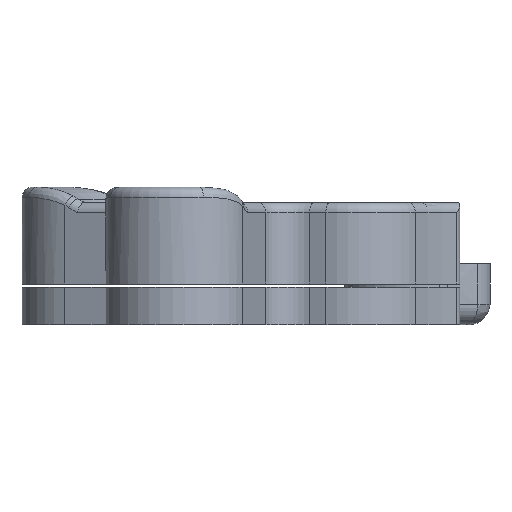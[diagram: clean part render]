
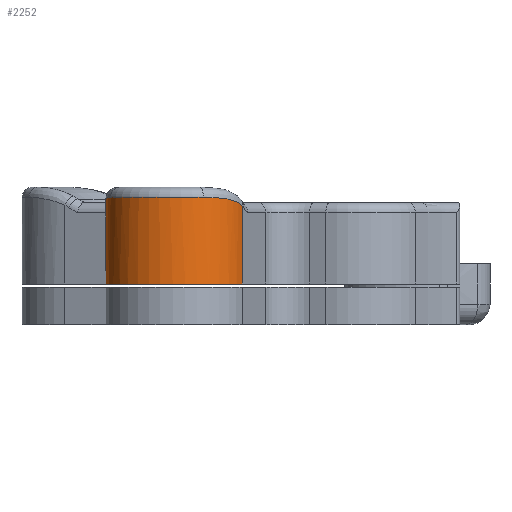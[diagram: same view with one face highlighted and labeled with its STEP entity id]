
A CAD part, left-side view. The second image highlights one B-rep face of the part: STEP entity #2252.
In plain terms, the highlighted cylindrical face has radius 7 mm (diameter 14 mm), a partial arc.
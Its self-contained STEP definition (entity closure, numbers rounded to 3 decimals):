
#24=B_SPLINE_CURVE_WITH_KNOTS('',3,(#3713,#3714,#3715,#3716,#3717,#3718,
#3719,#3720,#3721,#3722,#3723,#3724,#3725,#3726),.UNSPECIFIED.,.F.,.F.,
(4,2,2,2,2,2,4),(0.,0.25,0.375,0.5,
0.625,0.75,1.),.UNSPECIFIED.);
#25=B_SPLINE_CURVE_WITH_KNOTS('',3,(#3733,#3734,#3735,#3736,#3737,#3738,
#3739,#3740,#3741,#3742,#3743,#3744,#3745,#3746,#3747,#3748,#3749,#3750,
#3751,#3752,#3753,#3754,#3755,#3756,#3757,#3758,#3759,#3760,#3761,#3762,
#3763,#3764,#3765,#3766,#3767),.UNSPECIFIED.,.F.,.F.,(4,2,3,2,2,2,2,2,2,
2,2,2,2,2,2,2,4),(0.,0.092,0.125,0.177,
0.228,0.25,0.338,0.424,0.5,
0.563,0.623,0.687,0.75,
0.828,0.907,0.984,1.),.UNSPECIFIED.);
#151=LINE('',#3728,#302);
#152=LINE('',#3732,#303);
#302=VECTOR('',#2938,1.);
#303=VECTOR('',#2941,1.);
#417=CYLINDRICAL_SURFACE('',#2476,7.);
#508=FACE_OUTER_BOUND('',#644,.T.);
#644=EDGE_LOOP('',(#1692,#1693,#1694,#1695,#1696,#1697));
#820=CIRCLE('',#2477,7.);
#821=CIRCLE('',#2478,7.);
#1019=VERTEX_POINT('',#3709);
#1020=VERTEX_POINT('',#3710);
#1021=VERTEX_POINT('',#3712);
#1022=VERTEX_POINT('',#3727);
#1023=VERTEX_POINT('',#3729);
#1024=VERTEX_POINT('',#3731);
#1276=EDGE_CURVE('',#1019,#1020,#820,.T.);
#1277=EDGE_CURVE('',#1020,#1021,#24,.T.);
#1278=EDGE_CURVE('',#1022,#1021,#151,.T.);
#1279=EDGE_CURVE('',#1023,#1022,#821,.T.);
#1280=EDGE_CURVE('',#1023,#1024,#152,.T.);
#1281=EDGE_CURVE('',#1024,#1019,#25,.T.);
#1692=ORIENTED_EDGE('',*,*,#1276,.T.);
#1693=ORIENTED_EDGE('',*,*,#1277,.T.);
#1694=ORIENTED_EDGE('',*,*,#1278,.F.);
#1695=ORIENTED_EDGE('',*,*,#1279,.F.);
#1696=ORIENTED_EDGE('',*,*,#1280,.T.);
#1697=ORIENTED_EDGE('',*,*,#1281,.T.);
#2252=ADVANCED_FACE('',(#508),#417,.T.);
#2476=AXIS2_PLACEMENT_3D('',#3708,#2934,#2935);
#2477=AXIS2_PLACEMENT_3D('',#3711,#2936,#2937);
#2478=AXIS2_PLACEMENT_3D('',#3730,#2939,#2940);
#2934=DIRECTION('center_axis',(0.,0.,1.));
#2935=DIRECTION('ref_axis',(-0.916,0.401,0.));
#2936=DIRECTION('center_axis',(0.,0.,-1.));
#2937=DIRECTION('ref_axis',(-1.,0.,0.));
#2938=DIRECTION('',(0.,0.,1.));
#2939=DIRECTION('center_axis',(0.,0.,-1.));
#2940=DIRECTION('ref_axis',(1.,0.,0.));
#2941=DIRECTION('',(0.,0.,1.));
#3708=CARTESIAN_POINT('Origin',(3621.21,10055.977,-2.));
#3709=CARTESIAN_POINT('',(3614.699,10053.406,6.5));
#3710=CARTESIAN_POINT('',(3618.684,10062.505,6.5));
#3711=CARTESIAN_POINT('Origin',(3621.21,10055.977,6.5));
#3712=CARTESIAN_POINT('',(3624.019,10062.389,5.636));
#3713=CARTESIAN_POINT('Ctrl Pts',(3618.684,10062.505,6.5));
#3714=CARTESIAN_POINT('Ctrl Pts',(3619.121,10062.674,6.5));
#3715=CARTESIAN_POINT('Ctrl Pts',(3619.569,10062.798,6.492));
#3716=CARTESIAN_POINT('Ctrl Pts',(3620.258,10062.916,6.457));
#3717=CARTESIAN_POINT('Ctrl Pts',(3620.491,10062.944,6.442));
#3718=CARTESIAN_POINT('Ctrl Pts',(3620.953,10062.976,6.402));
#3719=CARTESIAN_POINT('Ctrl Pts',(3621.183,10062.981,6.378));
#3720=CARTESIAN_POINT('Ctrl Pts',(3621.643,10062.967,6.317));
#3721=CARTESIAN_POINT('Ctrl Pts',(3621.871,10062.949,6.281));
#3722=CARTESIAN_POINT('Ctrl Pts',(3622.327,10062.891,6.195));
#3723=CARTESIAN_POINT('Ctrl Pts',(3622.552,10062.851,6.145));
#3724=CARTESIAN_POINT('Ctrl Pts',(3623.209,10062.7,5.972));
#3725=CARTESIAN_POINT('Ctrl Pts',(3623.626,10062.561,5.827));
#3726=CARTESIAN_POINT('Ctrl Pts',(3624.019,10062.389,5.636));
#3727=CARTESIAN_POINT('',(3624.019,10062.389,-2.));
#3728=CARTESIAN_POINT('',(3624.019,10062.389,-2.));
#3729=CARTESIAN_POINT('',(3618.402,10049.565,-2.));
#3730=CARTESIAN_POINT('Origin',(3621.21,10055.977,-2.));
#3731=CARTESIAN_POINT('',(3618.402,10049.565,5.636));
#3732=CARTESIAN_POINT('',(3618.402,10049.565,-2.));
#3733=CARTESIAN_POINT('Ctrl Pts',(3618.402,10049.565,5.636));
#3734=CARTESIAN_POINT('Ctrl Pts',(3618.256,10049.629,5.706));
#3735=CARTESIAN_POINT('Ctrl Pts',(3618.112,10049.698,5.771));
#3736=CARTESIAN_POINT('Ctrl Pts',(3617.917,10049.8,5.851));
#3737=CARTESIAN_POINT('Ctrl Pts',(3617.867,10049.827,5.871));
#3738=CARTESIAN_POINT('Ctrl Pts',(3617.816,10049.855,5.891));
#3739=CARTESIAN_POINT('Ctrl Pts',(3617.737,10049.899,5.922));
#3740=CARTESIAN_POINT('Ctrl Pts',(3617.657,10049.945,5.951));
#3741=CARTESIAN_POINT('Ctrl Pts',(3617.499,10050.041,6.007));
#3742=CARTESIAN_POINT('Ctrl Pts',(3617.421,10050.09,6.034));
#3743=CARTESIAN_POINT('Ctrl Pts',(3617.311,10050.163,6.069));
#3744=CARTESIAN_POINT('Ctrl Pts',(3617.277,10050.186,6.08));
#3745=CARTESIAN_POINT('Ctrl Pts',(3617.114,10050.299,6.131));
#3746=CARTESIAN_POINT('Ctrl Pts',(3616.986,10050.393,6.167));
#3747=CARTESIAN_POINT('Ctrl Pts',(3616.738,10050.59,6.232));
#3748=CARTESIAN_POINT('Ctrl Pts',(3616.618,10050.692,6.261));
#3749=CARTESIAN_POINT('Ctrl Pts',(3616.399,10050.89,6.309));
#3750=CARTESIAN_POINT('Ctrl Pts',(3616.299,10050.986,6.33));
#3751=CARTESIAN_POINT('Ctrl Pts',(3616.122,10051.168,6.363));
#3752=CARTESIAN_POINT('Ctrl Pts',(3616.044,10051.253,6.377));
#3753=CARTESIAN_POINT('Ctrl Pts',(3615.892,10051.424,6.401));
#3754=CARTESIAN_POINT('Ctrl Pts',(3615.819,10051.511,6.412));
#3755=CARTESIAN_POINT('Ctrl Pts',(3615.675,10051.691,6.432));
#3756=CARTESIAN_POINT('Ctrl Pts',(3615.603,10051.785,6.441));
#3757=CARTESIAN_POINT('Ctrl Pts',(3615.465,10051.975,6.456));
#3758=CARTESIAN_POINT('Ctrl Pts',(3615.399,10052.072,6.463));
#3759=CARTESIAN_POINT('Ctrl Pts',(3615.257,10052.292,6.476));
#3760=CARTESIAN_POINT('Ctrl Pts',(3615.182,10052.416,6.482));
#3761=CARTESIAN_POINT('Ctrl Pts',(3615.039,10052.669,6.491));
#3762=CARTESIAN_POINT('Ctrl Pts',(3614.972,10052.797,6.494));
#3763=CARTESIAN_POINT('Ctrl Pts',(3614.846,10053.057,6.498));
#3764=CARTESIAN_POINT('Ctrl Pts',(3614.788,10053.189,6.5));
#3765=CARTESIAN_POINT('Ctrl Pts',(3614.721,10053.351,6.5));
#3766=CARTESIAN_POINT('Ctrl Pts',(3614.71,10053.379,6.5));
#3767=CARTESIAN_POINT('Ctrl Pts',(3614.699,10053.406,6.5));
